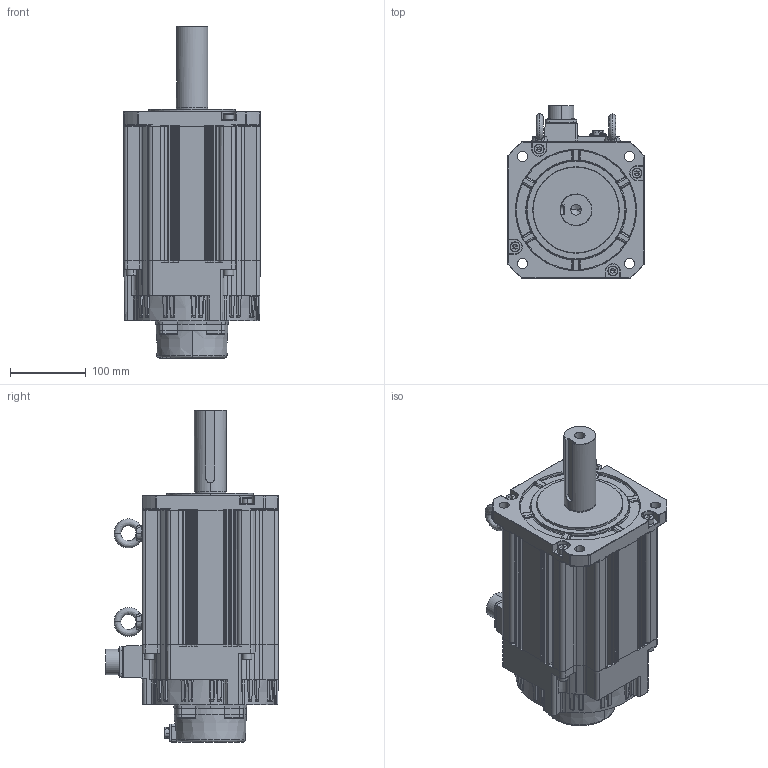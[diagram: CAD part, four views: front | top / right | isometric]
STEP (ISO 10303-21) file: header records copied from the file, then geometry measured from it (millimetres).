
FILE_DESCRIPTION (( 'STEP AP203' ), '1' );
FILE_NAME ('SV-X6MM750H-B4LD.STEP', '2021-10-13T06:33:24', ( 'China' ), ( 'Microsoft' ), 'SwSTEP 2.0', 'SolidWorks 2016', '' );
FILE_SCHEMA (( 'CONFIG_CONTROL_DESIGN' ));
Length unit declared in the file: millimetre
Products named in the file (1): SV-X6MM750H-B4LD
Bounding box: 180 x 228.25 x 438.5 mm (x, y, z)
Volume: 8192067.9 mm3; surface area: 345778 mm2
Topology: 1 solids, 3 shells, 2030 faces, 5287 edges, 3270 vertices
Faces by surface type: plane 761, cylinder 713, cone 296, bspline 158, torus 78, sphere 24
Entity records: 78506 total; most frequent: CARTESIAN_POINT 30841, ORIENTED_EDGE 10490, DIRECTION 9521, EDGE_CURVE 5245, AXIS2_PLACEMENT_3D 3616, VERTEX_POINT 3262, VECTOR 2289, LINE 2289
